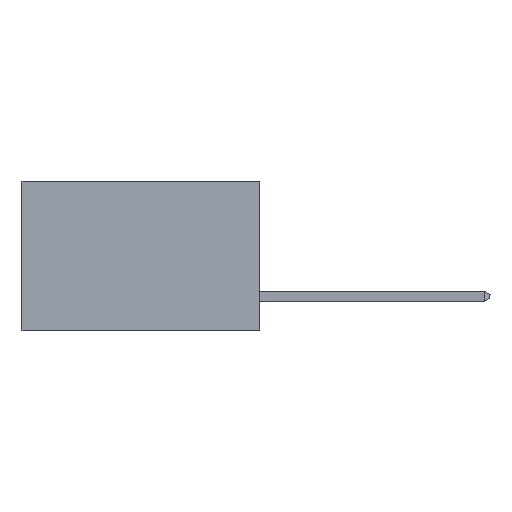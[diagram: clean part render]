
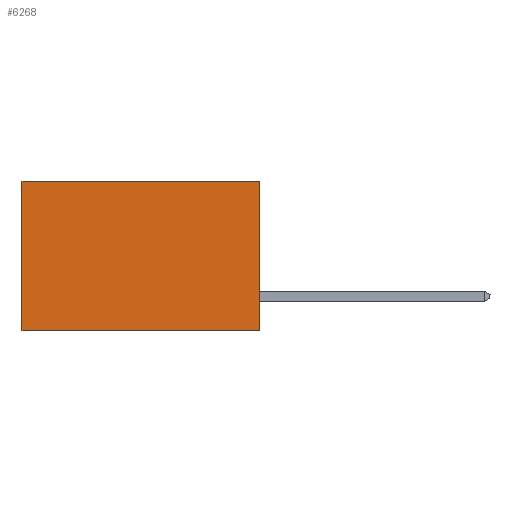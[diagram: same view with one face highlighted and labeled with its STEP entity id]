
A CAD part, left-side view. The second image highlights one B-rep face of the part: STEP entity #6268.
In plain terms, the highlighted planar face has unit normal (-1, 0, 0).
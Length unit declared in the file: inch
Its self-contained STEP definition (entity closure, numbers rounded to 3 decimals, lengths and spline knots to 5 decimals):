
#429 = CARTESIAN_POINT ( 'NONE',  ( 0.277, 0.59, -0.37 ) ) ;
#1074 = VERTEX_POINT ( 'NONE', #24312 ) ;
#2508 = VERTEX_POINT ( 'NONE', #25017 ) ;
#3525 = DIRECTION ( 'NONE',  ( 0., 1., 0. ) ) ;
#4481 = EDGE_CURVE ( 'NONE', #2508, #1074, #8071, .T. ) ;
#5974 = DIRECTION ( 'NONE',  ( 0., 1., 0. ) ) ;
#6117 = CARTESIAN_POINT ( 'NONE',  ( 0.277, 0., -0.37 ) ) ;
#6268 = ADVANCED_FACE ( 'NONE', ( #12289 ), #15065, .F. ) ;
#6827 = VERTEX_POINT ( 'NONE', #429 ) ;
#7048 = ORIENTED_EDGE ( 'NONE', *, *, #26917, .T. ) ;
#7684 = VECTOR ( 'NONE', #5974, 39.37008 ) ;
#8071 = LINE ( 'NONE', #17976, #19973 ) ;
#12289 = FACE_OUTER_BOUND ( 'NONE', #18456, .T. ) ;
#12388 = VECTOR ( 'NONE', #25522, 39.37008 ) ;
#13091 = LINE ( 'NONE', #23252, #12388 ) ;
#13629 = VECTOR ( 'NONE', #3525, 39.37008 ) ;
#14190 = DIRECTION ( 'NONE',  ( 0., 0., -1. ) ) ;
#14496 = EDGE_CURVE ( 'NONE', #1074, #6827, #26315, .T. ) ;
#15006 = ORIENTED_EDGE ( 'NONE', *, *, #17259, .T. ) ;
#15065 = PLANE ( 'NONE',  #28413 ) ;
#15099 = VERTEX_POINT ( 'NONE', #26163 ) ;
#15454 = ORIENTED_EDGE ( 'NONE', *, *, #14496, .F. ) ;
#17259 = EDGE_CURVE ( 'NONE', #15099, #6827, #13091, .T. ) ;
#17976 = CARTESIAN_POINT ( 'NONE',  ( 0.277, 0., -0.37 ) ) ;
#18456 = EDGE_LOOP ( 'NONE', ( #15006, #15454, #22760, #7048 ) ) ;
#19851 = CARTESIAN_POINT ( 'NONE',  ( 0.277, 0., -0.37 ) ) ;
#19973 = VECTOR ( 'NONE', #14190, 39.37008 ) ;
#20927 = LINE ( 'NONE', #25922, #13629 ) ;
#21808 = DIRECTION ( 'NONE',  ( 0., 0., -1. ) ) ;
#22140 = DIRECTION ( 'NONE',  ( 1., 0., 0. ) ) ;
#22760 = ORIENTED_EDGE ( 'NONE', *, *, #4481, .F. ) ;
#23252 = CARTESIAN_POINT ( 'NONE',  ( 0.277, 0.59, -0.37 ) ) ;
#24312 = CARTESIAN_POINT ( 'NONE',  ( 0.277, 0., -0.37 ) ) ;
#25017 = CARTESIAN_POINT ( 'NONE',  ( 0.277, 0., 0. ) ) ;
#25522 = DIRECTION ( 'NONE',  ( 0., 0., -1. ) ) ;
#25922 = CARTESIAN_POINT ( 'NONE',  ( 0.277, 0., 0. ) ) ;
#26163 = CARTESIAN_POINT ( 'NONE',  ( 0.277, 0.59, 0. ) ) ;
#26315 = LINE ( 'NONE', #6117, #7684 ) ;
#26917 = EDGE_CURVE ( 'NONE', #2508, #15099, #20927, .T. ) ;
#28413 = AXIS2_PLACEMENT_3D ( 'NONE', #19851, #22140, #21808 ) ;
